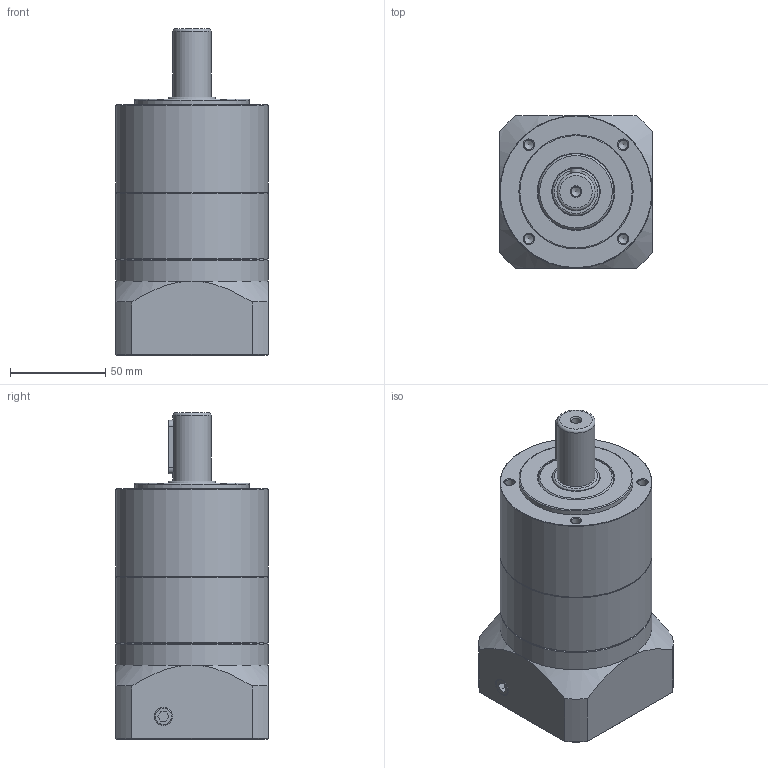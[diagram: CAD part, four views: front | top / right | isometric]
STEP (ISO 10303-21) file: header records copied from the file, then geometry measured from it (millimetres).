
FILE_DESCRIPTION((''),'2;1');
FILE_NAME('KSN80-2 (S19).stp','2013-12-06T16:40:40',('young'),(''),'Autodesk Inventor 2012','Autodesk Inventor 2012','');
FILE_SCHEMA(('AUTOMOTIVE_DESIGN { 1 0 10303 214 1 1 1 1 }'));
Length unit declared in the file: millimetre
Products named in the file (1): KSN80-2 (S19)
Bounding box: 80 x 80 x 171.5 mm (x, y, z)
Volume: 372878.3 mm3; surface area: 120881.2 mm2
Topology: 16 solids, 16 shells, 422 faces, 966 edges, 611 vertices
Faces by surface type: plane 199, cone 106, cylinder 103, torus 14
Full cylindrical faces by diameter (mm): 4.2 x5, 5 x13, 5.5 x9, 6 x1, 8.433 x2, 8.5 x4, 9 x1, 9.5 x2, 10 x1, 19.2 x1, 20 x1, 23.5 x1, 24.8 x2, 25 x3, 26 x1, 27 x2, 33 x1, 35 x3, 38 x1, 40 x3, 43 x1, 52 x1, 54 x2, 56 x1, 56.4 x2, 60 x1, 62 x4, 65.8 x2, 80 x3
Entity records: 11124 total; most frequent: CARTESIAN_POINT 2261, DIRECTION 1895, ORIENTED_EDGE 1528, AXIS2_PLACEMENT_3D 796, EDGE_CURVE 764, EDGE_LOOP 651, VERTEX_POINT 567, FACE_OUTER_BOUND 422
